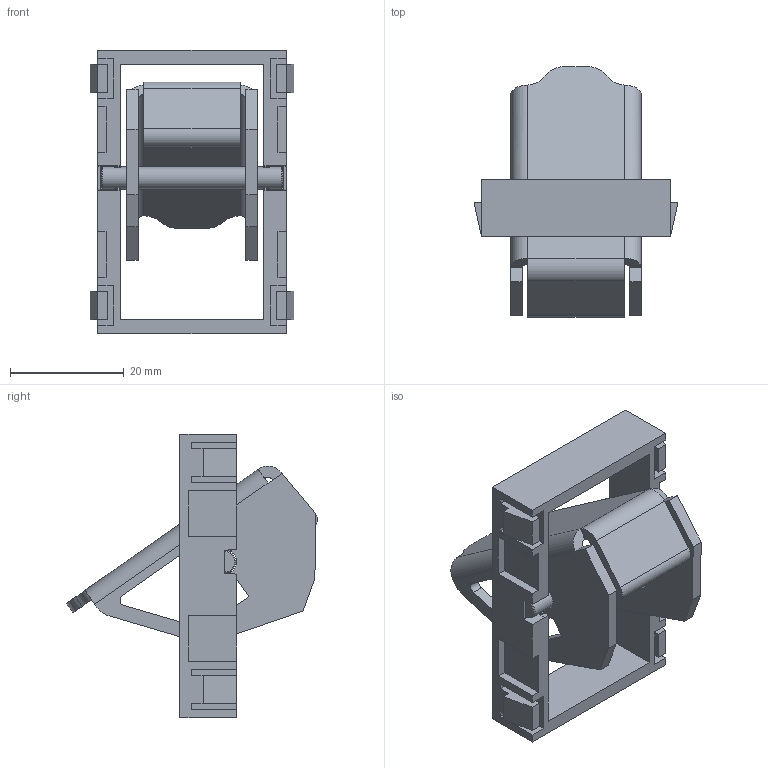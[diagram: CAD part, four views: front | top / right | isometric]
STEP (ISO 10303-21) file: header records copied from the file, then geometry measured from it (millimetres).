
FILE_DESCRIPTION(/* description */ ('STEP AP214'),/* implementation_level */ '2;1');
FILE_NAME(/* name */ '1025939.stp',/* time_stamp */ '2024-07-03T11:55:56+02:00',/* author */ ('Bo'),/* organization */ ('CADENAS'),/* preprocessor_version */ 'ST-DEVELOPER v20',/* originating_system */ 'Autodesk Inventor 2025',/* authorisation */ ' ');
FILE_SCHEMA (('AUTOMOTIVE_DESIGN { 1 0 10303 214 3 1 1 }'));
Length unit declared in the file: millimetre
Products named in the file (4): 1025939; 1025939-1; 1025939-2; 1025939-3
Assembly tree (3 placements, depth 2):
  1025939
    1025939-1
    1025939-2
    1025939-3
Bounding box: 35.9 x 44.24 x 50 mm (x, y, z)
Volume: 9225.8 mm3; surface area: 10538.4 mm2
Topology: 3 solids, 3 shells, 182 faces, 506 edges, 329 vertices
Faces by surface type: plane 145, cylinder 35, cone 2
Full cylindrical faces by diameter (mm): 4 x1, 4.3 x2
Entity records: 5941 total; most frequent: CARTESIAN_POINT 1030, ORIENTED_EDGE 1012, DIRECTION 959, EDGE_CURVE 506, LINE 427, VECTOR 427, VERTEX_POINT 329, AXIS2_PLACEMENT_3D 266
